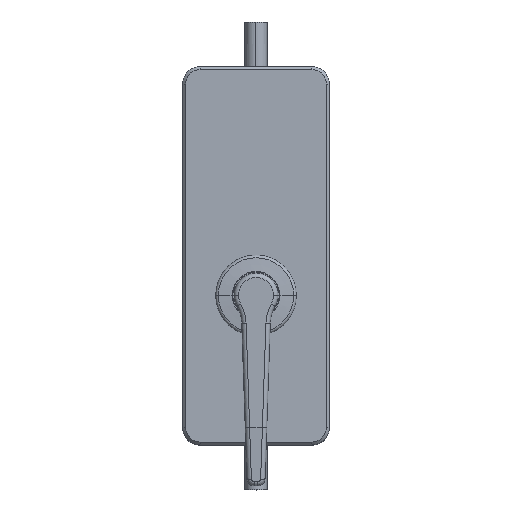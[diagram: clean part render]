
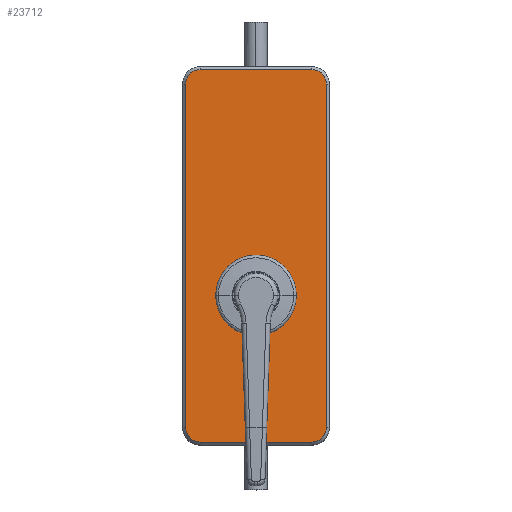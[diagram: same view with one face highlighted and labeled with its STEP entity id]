
A CAD part, top view. The second image highlights one B-rep face of the part: STEP entity #23712.
In plain terms, the highlighted planar face has unit normal (0, 0, 1).
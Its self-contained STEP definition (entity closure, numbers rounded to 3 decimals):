
#692 = CARTESIAN_POINT ( 'NONE',  ( -48., -90., 6. ) ) ;
#755 = ORIENTED_EDGE ( 'NONE', *, *, #6216, .T. ) ;
#1606 = PLANE ( 'NONE',  #9811 ) ;
#1685 = AXIS2_PLACEMENT_3D ( 'NONE', #17677, #6367, #19650 ) ;
#2097 = DIRECTION ( 'NONE',  ( 0., 0., 1. ) ) ;
#2140 = CARTESIAN_POINT ( 'NONE',  ( -27.5, 0., 6. ) ) ;
#2220 = LINE ( 'NONE', #12421, #23469 ) ;
#2476 = CIRCLE ( 'NONE', #18049, 10. ) ;
#2522 = CARTESIAN_POINT ( 'NONE',  ( -38., 144., 6. ) ) ;
#2602 = DIRECTION ( 'NONE',  ( 0., 1., 0. ) ) ;
#2719 = CARTESIAN_POINT ( 'NONE',  ( -48., 144., 6. ) ) ;
#3528 = AXIS2_PLACEMENT_3D ( 'NONE', #24994, #2097, #21347 ) ;
#3550 = CARTESIAN_POINT ( 'NONE',  ( 0., 0., 6. ) ) ;
#3673 = VERTEX_POINT ( 'NONE', #5692 ) ;
#3929 = LINE ( 'NONE', #10807, #10370 ) ;
#3934 = CIRCLE ( 'NONE', #7454, 27.5 ) ;
#3973 = EDGE_CURVE ( 'NONE', #6046, #3673, #3929, .T. ) ;
#4245 = CIRCLE ( 'NONE', #4933, 10. ) ;
#4346 = EDGE_CURVE ( 'NONE', #12649, #19001, #2476, .T. ) ;
#4590 = AXIS2_PLACEMENT_3D ( 'NONE', #8453, #14312, #20174 ) ;
#4932 = LINE ( 'NONE', #8501, #21960 ) ;
#4933 = AXIS2_PLACEMENT_3D ( 'NONE', #25123, #17474, #7955 ) ;
#4939 = ORIENTED_EDGE ( 'NONE', *, *, #11996, .F. ) ;
#5692 = CARTESIAN_POINT ( 'NONE',  ( 38., -100., 6. ) ) ;
#6046 = VERTEX_POINT ( 'NONE', #23019 ) ;
#6119 = CIRCLE ( 'NONE', #3528, 27.5 ) ;
#6216 = EDGE_CURVE ( 'NONE', #16240, #14955, #4245, .T. ) ;
#6367 = DIRECTION ( 'NONE',  ( 0., 0., 1. ) ) ;
#6489 = VERTEX_POINT ( 'NONE', #692 ) ;
#6700 = LINE ( 'NONE', #17602, #12495 ) ;
#7454 = AXIS2_PLACEMENT_3D ( 'NONE', #23838, #12209, #12549 ) ;
#7955 = DIRECTION ( 'NONE',  ( 1., 0., 0. ) ) ;
#8093 = DIRECTION ( 'NONE',  ( 0., 0., 1. ) ) ;
#8453 = CARTESIAN_POINT ( 'NONE',  ( 38., -90., 6. ) ) ;
#8501 = CARTESIAN_POINT ( 'NONE',  ( -48., -90., 6. ) ) ;
#9794 = CARTESIAN_POINT ( 'NONE',  ( 48., 144., 6. ) ) ;
#9811 = AXIS2_PLACEMENT_3D ( 'NONE', #3550, #17101, #13380 ) ;
#9901 = ORIENTED_EDGE ( 'NONE', *, *, #4346, .T. ) ;
#10370 = VECTOR ( 'NONE', #24399, 1000. ) ;
#10538 = EDGE_CURVE ( 'NONE', #19001, #6489, #4932, .T. ) ;
#10807 = CARTESIAN_POINT ( 'NONE',  ( 38., -100., 6. ) ) ;
#11076 = ORIENTED_EDGE ( 'NONE', *, *, #16343, .T. ) ;
#11328 = EDGE_LOOP ( 'NONE', ( #24919, #23341, #24103, #11076, #755, #19868, #9901, #16454 ) ) ;
#11996 = EDGE_CURVE ( 'NONE', #21434, #23788, #3934, .T. ) ;
#12209 = DIRECTION ( 'NONE',  ( 0., 0., 1. ) ) ;
#12421 = CARTESIAN_POINT ( 'NONE',  ( 48., 144., 6. ) ) ;
#12495 = VECTOR ( 'NONE', #19573, 1000. ) ;
#12549 = DIRECTION ( 'NONE',  ( 1., 0., 0. ) ) ;
#12649 = VERTEX_POINT ( 'NONE', #21747 ) ;
#13380 = DIRECTION ( 'NONE',  ( 1., 0., 0. ) ) ;
#14312 = DIRECTION ( 'NONE',  ( 0., 0., 1. ) ) ;
#14816 = FACE_BOUND ( 'NONE', #23078, .T. ) ;
#14955 = VERTEX_POINT ( 'NONE', #16465 ) ;
#16072 = DIRECTION ( 'NONE',  ( 1., 0., 0. ) ) ;
#16240 = VERTEX_POINT ( 'NONE', #9794 ) ;
#16343 = EDGE_CURVE ( 'NONE', #23313, #16240, #2220, .T. ) ;
#16454 = ORIENTED_EDGE ( 'NONE', *, *, #10538, .T. ) ;
#16465 = CARTESIAN_POINT ( 'NONE',  ( 38., 154., 6. ) ) ;
#17101 = DIRECTION ( 'NONE',  ( 0., 0., 1. ) ) ;
#17474 = DIRECTION ( 'NONE',  ( 0., 0., 1. ) ) ;
#17602 = CARTESIAN_POINT ( 'NONE',  ( -38., 154., 6. ) ) ;
#17609 = CIRCLE ( 'NONE', #1685, 10. ) ;
#17677 = CARTESIAN_POINT ( 'NONE',  ( -38., -90., 6. ) ) ;
#17837 = EDGE_CURVE ( 'NONE', #23788, #21434, #6119, .T. ) ;
#17934 = EDGE_CURVE ( 'NONE', #14955, #12649, #6700, .T. ) ;
#18049 = AXIS2_PLACEMENT_3D ( 'NONE', #2522, #8093, #16072 ) ;
#18333 = DIRECTION ( 'NONE',  ( 0., -1., 0. ) ) ;
#19001 = VERTEX_POINT ( 'NONE', #2719 ) ;
#19573 = DIRECTION ( 'NONE',  ( -1., 0., 0. ) ) ;
#19650 = DIRECTION ( 'NONE',  ( 1., 0., 0. ) ) ;
#19660 = ORIENTED_EDGE ( 'NONE', *, *, #17837, .F. ) ;
#19696 = FACE_OUTER_BOUND ( 'NONE', #11328, .T. ) ;
#19746 = CARTESIAN_POINT ( 'NONE',  ( 27.5, 0., 6. ) ) ;
#19868 = ORIENTED_EDGE ( 'NONE', *, *, #17934, .T. ) ;
#20174 = DIRECTION ( 'NONE',  ( 1., 0., 0. ) ) ;
#21347 = DIRECTION ( 'NONE',  ( 1., 0., 0. ) ) ;
#21434 = VERTEX_POINT ( 'NONE', #2140 ) ;
#21648 = CARTESIAN_POINT ( 'NONE',  ( 48., -90., 6. ) ) ;
#21747 = CARTESIAN_POINT ( 'NONE',  ( -38., 154., 6. ) ) ;
#21960 = VECTOR ( 'NONE', #18333, 1000. ) ;
#22619 = EDGE_CURVE ( 'NONE', #6489, #6046, #17609, .T. ) ;
#23019 = CARTESIAN_POINT ( 'NONE',  ( -38., -100., 6. ) ) ;
#23078 = EDGE_LOOP ( 'NONE', ( #4939, #19660 ) ) ;
#23313 = VERTEX_POINT ( 'NONE', #21648 ) ;
#23341 = ORIENTED_EDGE ( 'NONE', *, *, #3973, .T. ) ;
#23469 = VECTOR ( 'NONE', #2602, 1000. ) ;
#23519 = EDGE_CURVE ( 'NONE', #3673, #23313, #23936, .T. ) ;
#23712 = ADVANCED_FACE ( 'NONE', ( #14816, #19696 ), #1606, .T. ) ;
#23788 = VERTEX_POINT ( 'NONE', #19746 ) ;
#23838 = CARTESIAN_POINT ( 'NONE',  ( 0., 0., 6. ) ) ;
#23936 = CIRCLE ( 'NONE', #4590, 10. ) ;
#24103 = ORIENTED_EDGE ( 'NONE', *, *, #23519, .T. ) ;
#24399 = DIRECTION ( 'NONE',  ( 1., 0., 0. ) ) ;
#24919 = ORIENTED_EDGE ( 'NONE', *, *, #22619, .T. ) ;
#24994 = CARTESIAN_POINT ( 'NONE',  ( 0., 0., 6. ) ) ;
#25123 = CARTESIAN_POINT ( 'NONE',  ( 38., 144., 6. ) ) ;
